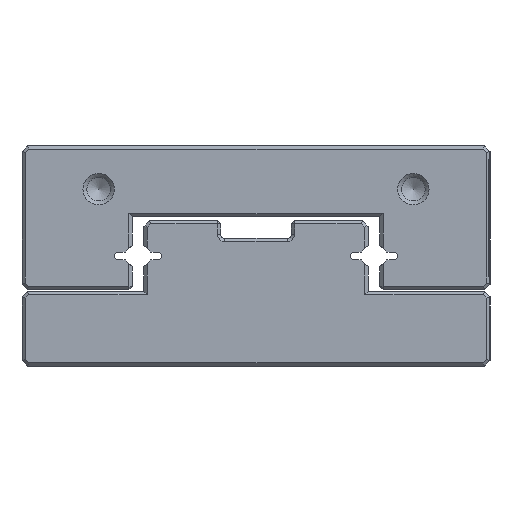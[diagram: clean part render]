
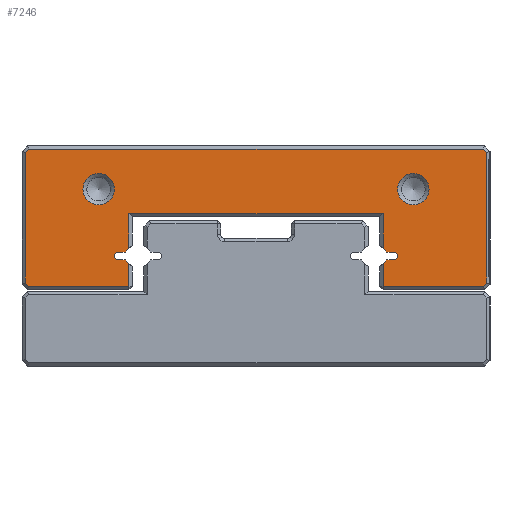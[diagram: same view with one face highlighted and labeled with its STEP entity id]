
A CAD part, left-side view. The second image highlights one B-rep face of the part: STEP entity #7246.
In plain terms, the highlighted planar face has unit normal (-1, 0, 0).
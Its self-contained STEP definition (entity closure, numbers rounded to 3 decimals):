
#5551=FACE_BOUND('',#11727,.T.);
#5552=FACE_BOUND('',#11728,.T.);
#5553=FACE_BOUND('',#11729,.T.);
#6475=CIRCLE('',#33221,0.5);
#6506=CIRCLE('',#33260,0.5);
#6510=CIRCLE('',#33270,2.);
#6511=CIRCLE('',#33271,2.);
#7246=ADVANCED_FACE('',(#5551,#5552,#5553),#8808,.T.);
#8808=PLANE('',#33272);
#11727=EDGE_LOOP('',(#15754,#15755,#15756,#15757,#15758,#15759,#15760,#15761,
#15762,#15763,#15764,#15765,#15766,#15767,#15768,#15769,#15770,#15771,#15772,
#15773,#15774,#15775,#15776,#15777));
#11728=EDGE_LOOP('',(#15778));
#11729=EDGE_LOOP('',(#15779));
#15754=ORIENTED_EDGE('',*,*,#24742,.F.);
#15755=ORIENTED_EDGE('',*,*,#24781,.T.);
#15756=ORIENTED_EDGE('',*,*,#24782,.T.);
#15757=ORIENTED_EDGE('',*,*,#24783,.T.);
#15758=ORIENTED_EDGE('',*,*,#24699,.F.);
#15759=ORIENTED_EDGE('',*,*,#24693,.F.);
#15760=ORIENTED_EDGE('',*,*,#24690,.F.);
#15761=ORIENTED_EDGE('',*,*,#24687,.F.);
#15762=ORIENTED_EDGE('',*,*,#24685,.F.);
#15763=ORIENTED_EDGE('',*,*,#24784,.T.);
#15764=ORIENTED_EDGE('',*,*,#24785,.T.);
#15765=ORIENTED_EDGE('',*,*,#24786,.T.);
#15766=ORIENTED_EDGE('',*,*,#24787,.T.);
#15767=ORIENTED_EDGE('',*,*,#24788,.T.);
#15768=ORIENTED_EDGE('',*,*,#24789,.T.);
#15769=ORIENTED_EDGE('',*,*,#24790,.T.);
#15770=ORIENTED_EDGE('',*,*,#24791,.T.);
#15771=ORIENTED_EDGE('',*,*,#24792,.T.);
#15772=ORIENTED_EDGE('',*,*,#24793,.T.);
#15773=ORIENTED_EDGE('',*,*,#24794,.T.);
#15774=ORIENTED_EDGE('',*,*,#24756,.F.);
#15775=ORIENTED_EDGE('',*,*,#24750,.F.);
#15776=ORIENTED_EDGE('',*,*,#24747,.F.);
#15777=ORIENTED_EDGE('',*,*,#24744,.F.);
#15778=ORIENTED_EDGE('',*,*,#24795,.T.);
#15779=ORIENTED_EDGE('',*,*,#24796,.T.);
#21821=VERTEX_POINT('',#45145);
#21822=VERTEX_POINT('',#45147);
#21823=VERTEX_POINT('',#45151);
#21825=VERTEX_POINT('',#45157);
#21827=VERTEX_POINT('',#45163);
#21832=VERTEX_POINT('',#45175);
#21870=VERTEX_POINT('',#45259);
#21871=VERTEX_POINT('',#45261);
#21872=VERTEX_POINT('',#45265);
#21874=VERTEX_POINT('',#45271);
#21876=VERTEX_POINT('',#45277);
#21881=VERTEX_POINT('',#45289);
#21902=VERTEX_POINT('',#45339);
#21903=VERTEX_POINT('',#45341);
#21904=VERTEX_POINT('',#45344);
#21905=VERTEX_POINT('',#45346);
#21906=VERTEX_POINT('',#45348);
#21907=VERTEX_POINT('',#45350);
#21908=VERTEX_POINT('',#45352);
#21909=VERTEX_POINT('',#45354);
#21910=VERTEX_POINT('',#45356);
#21911=VERTEX_POINT('',#45358);
#21912=VERTEX_POINT('',#45360);
#21913=VERTEX_POINT('',#45362);
#21914=VERTEX_POINT('',#45365);
#21915=VERTEX_POINT('',#45367);
#24685=EDGE_CURVE('',#21821,#21822,#27909,.T.);
#24687=EDGE_CURVE('',#21822,#21823,#27911,.T.);
#24690=EDGE_CURVE('',#21823,#21825,#6475,.T.);
#24693=EDGE_CURVE('',#21825,#21827,#27915,.T.);
#24699=EDGE_CURVE('',#21827,#21832,#27921,.T.);
#24742=EDGE_CURVE('',#21870,#21871,#27935,.T.);
#24744=EDGE_CURVE('',#21871,#21872,#27937,.T.);
#24747=EDGE_CURVE('',#21872,#21874,#6506,.T.);
#24750=EDGE_CURVE('',#21874,#21876,#27941,.T.);
#24756=EDGE_CURVE('',#21876,#21881,#27947,.T.);
#24781=EDGE_CURVE('',#21870,#21902,#27970,.T.);
#24782=EDGE_CURVE('',#21902,#21903,#27971,.T.);
#24783=EDGE_CURVE('',#21903,#21832,#27972,.T.);
#24784=EDGE_CURVE('',#21821,#21904,#27973,.T.);
#24785=EDGE_CURVE('',#21904,#21905,#27974,.T.);
#24786=EDGE_CURVE('',#21905,#21906,#27975,.T.);
#24787=EDGE_CURVE('',#21906,#21907,#27976,.T.);
#24788=EDGE_CURVE('',#21907,#21908,#27977,.T.);
#24789=EDGE_CURVE('',#21908,#21909,#27978,.T.);
#24790=EDGE_CURVE('',#21909,#21910,#27979,.T.);
#24791=EDGE_CURVE('',#21910,#21911,#27980,.T.);
#24792=EDGE_CURVE('',#21911,#21912,#27981,.T.);
#24793=EDGE_CURVE('',#21912,#21913,#27982,.T.);
#24794=EDGE_CURVE('',#21913,#21881,#27983,.T.);
#24795=EDGE_CURVE('',#21914,#21914,#6510,.T.);
#24796=EDGE_CURVE('',#21915,#21915,#6511,.T.);
#27909=LINE('',#45146,#30669);
#27911=LINE('',#45150,#30671);
#27915=LINE('',#45162,#30675);
#27921=LINE('',#45174,#30681);
#27935=LINE('',#45260,#30695);
#27937=LINE('',#45264,#30697);
#27941=LINE('',#45276,#30701);
#27947=LINE('',#45288,#30707);
#27970=LINE('',#45338,#30730);
#27971=LINE('',#45340,#30731);
#27972=LINE('',#45342,#30732);
#27973=LINE('',#45343,#30733);
#27974=LINE('',#45345,#30734);
#27975=LINE('',#45347,#30735);
#27976=LINE('',#45349,#30736);
#27977=LINE('',#45351,#30737);
#27978=LINE('',#45353,#30738);
#27979=LINE('',#45355,#30739);
#27980=LINE('',#45357,#30740);
#27981=LINE('',#45359,#30741);
#27982=LINE('',#45361,#30742);
#27983=LINE('',#45363,#30743);
#30669=VECTOR('',#37141,1.);
#30671=VECTOR('',#37145,1.);
#30675=VECTOR('',#37157,1.);
#30681=VECTOR('',#37165,1.);
#30695=VECTOR('',#37245,1.);
#30697=VECTOR('',#37249,1.);
#30701=VECTOR('',#37261,1.);
#30707=VECTOR('',#37269,1.);
#30730=VECTOR('',#37304,1.);
#30731=VECTOR('',#37305,1.);
#30732=VECTOR('',#37306,1.);
#30733=VECTOR('',#37307,1.);
#30734=VECTOR('',#37308,1.);
#30735=VECTOR('',#37309,1.);
#30736=VECTOR('',#37310,1.);
#30737=VECTOR('',#37311,1.);
#30738=VECTOR('',#37312,1.);
#30739=VECTOR('',#37313,1.);
#30740=VECTOR('',#37314,1.);
#30741=VECTOR('',#37315,1.);
#30742=VECTOR('',#37316,1.);
#30743=VECTOR('',#37317,1.);
#33221=AXIS2_PLACEMENT_3D('',#45156,#37150,#37151);
#33260=AXIS2_PLACEMENT_3D('',#45270,#37254,#37255);
#33270=AXIS2_PLACEMENT_3D('',#45364,#37318,#37319);
#33271=AXIS2_PLACEMENT_3D('',#45366,#37320,#37321);
#33272=AXIS2_PLACEMENT_3D('',#45368,#37322,#37323);
#37141=DIRECTION('',(0.,-0.707,0.707));
#37145=DIRECTION('',(0.,-1.,0.));
#37150=DIRECTION('',(-1.,0.,0.));
#37151=DIRECTION('',(0.,0.,-1.));
#37157=DIRECTION('',(0.,1.,0.));
#37165=DIRECTION('',(0.,0.707,0.707));
#37245=DIRECTION('',(0.,0.707,-0.707));
#37249=DIRECTION('',(0.,1.,0.));
#37254=DIRECTION('',(-1.,0.,0.));
#37255=DIRECTION('',(0.,0.,1.));
#37261=DIRECTION('',(0.,-1.,0.));
#37269=DIRECTION('',(0.,-0.707,-0.707));
#37304=DIRECTION('',(0.,0.,1.));
#37305=DIRECTION('',(0.,-1.,0.));
#37306=DIRECTION('',(0.,0.,-1.));
#37307=DIRECTION('',(0.,0.,-1.));
#37308=DIRECTION('',(0.,-1.,0.));
#37309=DIRECTION('',(0.,-0.707,0.707));
#37310=DIRECTION('',(0.,0.,1.));
#37311=DIRECTION('',(0.,0.707,0.707));
#37312=DIRECTION('',(0.,1.,0.));
#37313=DIRECTION('',(0.,0.707,-0.707));
#37314=DIRECTION('',(0.,0.,-1.));
#37315=DIRECTION('',(0.,-0.707,-0.707));
#37316=DIRECTION('',(0.,-1.,0.));
#37317=DIRECTION('',(0.,0.,1.));
#37318=DIRECTION('',(1.,0.,0.));
#37319=DIRECTION('',(0.,0.,-1.));
#37320=DIRECTION('',(1.,0.,0.));
#37321=DIRECTION('',(0.,0.,-1.));
#37322=DIRECTION('',(-1.,0.,0.));
#37323=DIRECTION('',(0.,0.,-1.));
#45145=CARTESIAN_POINT('',(80.,13.6,13.029));
#45146=CARTESIAN_POINT('',(80.,14.,12.629));
#45147=CARTESIAN_POINT('',(80.,13.129,13.5));
#45150=CARTESIAN_POINT('',(80.,13.129,13.5));
#45151=CARTESIAN_POINT('',(80.,12.25,13.5));
#45156=CARTESIAN_POINT('',(80.,12.25,14.));
#45157=CARTESIAN_POINT('',(80.,12.25,14.5));
#45162=CARTESIAN_POINT('',(80.,12.25,14.5));
#45163=CARTESIAN_POINT('',(80.,13.129,14.5));
#45174=CARTESIAN_POINT('',(80.,13.129,14.5));
#45175=CARTESIAN_POINT('',(80.,13.6,14.971));
#45259=CARTESIAN_POINT('',(80.,45.9,14.971));
#45260=CARTESIAN_POINT('',(80.,45.5,15.371));
#45261=CARTESIAN_POINT('',(80.,46.371,14.5));
#45264=CARTESIAN_POINT('',(80.,46.371,14.5));
#45265=CARTESIAN_POINT('',(80.,47.25,14.5));
#45270=CARTESIAN_POINT('',(80.,47.25,14.));
#45271=CARTESIAN_POINT('',(80.,47.25,13.5));
#45276=CARTESIAN_POINT('',(80.,47.25,13.5));
#45277=CARTESIAN_POINT('',(80.,46.371,13.5));
#45288=CARTESIAN_POINT('',(80.,46.371,13.5));
#45289=CARTESIAN_POINT('',(80.,45.9,13.029));
#45338=CARTESIAN_POINT('',(80.,45.9,19.));
#45339=CARTESIAN_POINT('',(80.,45.9,19.4));
#45340=CARTESIAN_POINT('',(80.,14.,19.4));
#45341=CARTESIAN_POINT('',(80.,13.6,19.4));
#45342=CARTESIAN_POINT('',(80.,13.6,15.371));
#45343=CARTESIAN_POINT('',(80.,13.6,9.7));
#45344=CARTESIAN_POINT('',(80.,13.6,10.1));
#45345=CARTESIAN_POINT('',(80.,0.7,10.1));
#45346=CARTESIAN_POINT('',(80.,0.866,10.1));
#45347=CARTESIAN_POINT('',(80.,4.608,6.358));
#45348=CARTESIAN_POINT('',(80.,0.4,10.566));
#45349=CARTESIAN_POINT('',(80.,0.4,27.3));
#45350=CARTESIAN_POINT('',(80.,0.4,27.134));
#45351=CARTESIAN_POINT('',(80.,-0.242,26.492));
#45352=CARTESIAN_POINT('',(80.,0.866,27.6));
#45353=CARTESIAN_POINT('',(80.,58.8,27.6));
#45354=CARTESIAN_POINT('',(80.,58.634,27.6));
#45355=CARTESIAN_POINT('',(80.,42.242,43.992));
#45356=CARTESIAN_POINT('',(80.,59.1,27.134));
#45357=CARTESIAN_POINT('',(80.,59.1,10.4));
#45358=CARTESIAN_POINT('',(80.,59.1,10.566));
#45359=CARTESIAN_POINT('',(80.,37.392,-11.142));
#45360=CARTESIAN_POINT('',(80.,58.634,10.1));
#45361=CARTESIAN_POINT('',(80.,45.5,10.1));
#45362=CARTESIAN_POINT('',(80.,45.9,10.1));
#45363=CARTESIAN_POINT('',(80.,45.9,12.629));
#45364=CARTESIAN_POINT('',(80.,9.75,22.5));
#45365=CARTESIAN_POINT('',(80.,9.75,20.5));
#45366=CARTESIAN_POINT('',(80.,49.75,22.5));
#45367=CARTESIAN_POINT('',(80.,49.75,20.5));
#45368=CARTESIAN_POINT('',(80.,12.25,14.));
